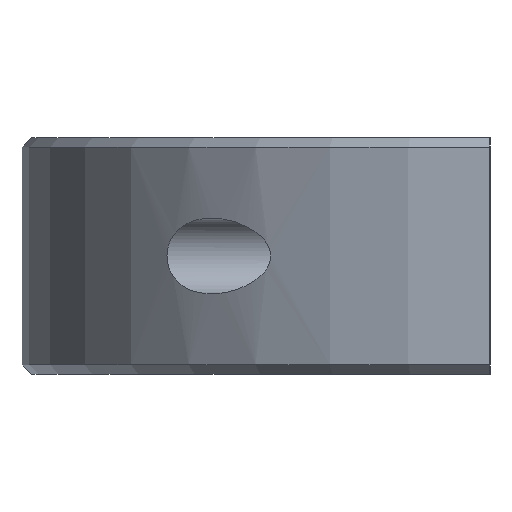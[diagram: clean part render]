
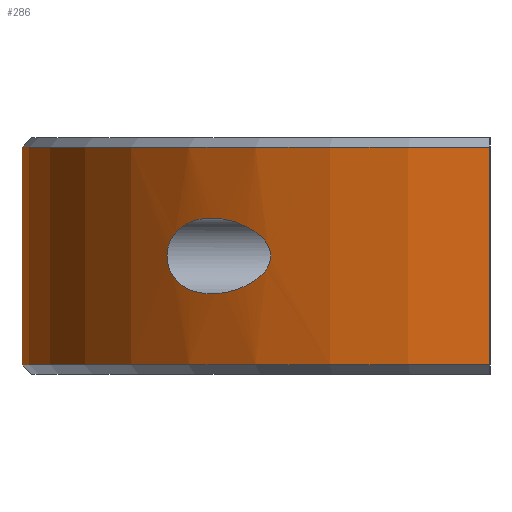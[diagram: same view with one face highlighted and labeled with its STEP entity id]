
A CAD part, left-side view. The second image highlights one B-rep face of the part: STEP entity #286.
In plain terms, the highlighted cylindrical face has radius 25.4 mm (diameter 50.8 mm), a partial arc.
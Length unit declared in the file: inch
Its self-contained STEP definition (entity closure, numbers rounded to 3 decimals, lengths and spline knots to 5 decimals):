
#28=FACE_BOUND('',#64,.T.);
#29=FACE_BOUND('',#65,.T.);
#46=FACE_OUTER_BOUND('',#63,.T.);
#63=EDGE_LOOP('',(#213,#214,#215,#216));
#64=EDGE_LOOP('',(#217,#218));
#65=EDGE_LOOP('',(#219));
#82=B_SPLINE_CURVE_WITH_KNOTS('',3,(#429,#430,#431,#432,#433,#434,#435,
#436,#437,#438,#439,#440,#441,#442,#443,#444,#445,#446,#447,#448,#449,#450,
#451,#452,#453,#454,#455,#456),.UNSPECIFIED.,.F.,.F.,(4,2,2,2,2,2,2,2,2,
2,2,2,2,4),(0.,0.03957,0.07914,0.15828,
0.30185,0.44542,0.56898,0.69255,
0.76704,0.84153,0.91601,0.9905,1.11407,
1.23764),.UNSPECIFIED.);
#83=B_SPLINE_CURVE_WITH_KNOTS('',3,(#457,#458,#459,#460,#461,#462,#463,
#464,#465,#466,#467,#468),.UNSPECIFIED.,.F.,.F.,(4,2,2,2,2,4),(1.23764,
1.3812,1.52477,1.60391,1.64348,1.68305),
 .UNSPECIFIED.);
#84=B_SPLINE_CURVE_WITH_KNOTS('',3,(#474,#475,#476,#477,#478,#479,#480,
#481,#482,#483,#484,#485,#486,#487,#488,#489,#490,#491,#492,#493,#494,#495,
#496,#497,#498,#499,#500,#501,#502,#503,#504,#505,#506,#507,#508,#509,#510,
#511),.UNSPECIFIED.,.T.,.F.,(4,2,2,2,2,2,2,2,2,2,2,2,2,2,2,2,2,2,4),(0.,
0.14902,0.29803,0.53401,0.76998,
1.10072,1.43146,1.6665,1.72231,1.77811,
1.83391,1.88972,2.12476,2.4555,2.78624,
3.02222,3.25819,3.40721,3.55622),
 .UNSPECIFIED.);
#88=LINE('',#534,#101);
#89=LINE('',#537,#102);
#101=VECTOR('',#372,0.3937);
#102=VECTOR('',#375,0.3937);
#116=CIRCLE('',#321,1.);
#117=CIRCLE('',#323,1.);
#128=VERTEX_POINT('',#426);
#129=VERTEX_POINT('',#428);
#131=VERTEX_POINT('',#472);
#134=VERTEX_POINT('',#520);
#137=VERTEX_POINT('',#527);
#138=VERTEX_POINT('',#533);
#139=VERTEX_POINT('',#535);
#156=EDGE_CURVE('',#129,#128,#82,.T.);
#157=EDGE_CURVE('',#128,#129,#83,.T.);
#160=EDGE_CURVE('',#131,#131,#84,.T.);
#167=EDGE_CURVE('',#137,#134,#116,.T.);
#168=EDGE_CURVE('',#137,#138,#88,.T.);
#169=EDGE_CURVE('',#139,#138,#117,.T.);
#170=EDGE_CURVE('',#139,#134,#89,.T.);
#213=ORIENTED_EDGE('',*,*,#167,.F.);
#214=ORIENTED_EDGE('',*,*,#168,.T.);
#215=ORIENTED_EDGE('',*,*,#169,.F.);
#216=ORIENTED_EDGE('',*,*,#170,.T.);
#217=ORIENTED_EDGE('',*,*,#156,.T.);
#218=ORIENTED_EDGE('',*,*,#157,.T.);
#219=ORIENTED_EDGE('',*,*,#160,.T.);
#277=CYLINDRICAL_SURFACE('',#322,1.);
#286=ADVANCED_FACE('',(#46,#28,#29),#277,.T.);
#321=AXIS2_PLACEMENT_3D('',#531,#368,#369);
#322=AXIS2_PLACEMENT_3D('',#532,#370,#371);
#323=AXIS2_PLACEMENT_3D('',#536,#373,#374);
#368=DIRECTION('center_axis',(0.,0.,1.));
#369=DIRECTION('ref_axis',(1.,0.,0.));
#370=DIRECTION('center_axis',(0.,0.,1.));
#371=DIRECTION('ref_axis',(1.,0.,0.));
#372=DIRECTION('',(0.,0.,-1.));
#373=DIRECTION('center_axis',(0.,0.,-1.));
#374=DIRECTION('ref_axis',(1.,0.,0.));
#375=DIRECTION('',(0.,0.,1.));
#426=CARTESIAN_POINT('',(-0.8,0.6,0.08));
#428=CARTESIAN_POINT('',(-0.88,0.47497,0.));
#429=CARTESIAN_POINT('Ctrl Pts',(-0.88,0.47497,0.));
#430=CARTESIAN_POINT('Ctrl Pts',(-0.88,0.47497,-0.00519));
#431=CARTESIAN_POINT('Ctrl Pts',(-0.87949,0.47591,-0.01021));
#432=CARTESIAN_POINT('Ctrl Pts',(-0.87768,0.47926,-0.01975));
#433=CARTESIAN_POINT('Ctrl Pts',(-0.87637,0.48166,-0.02426));
#434=CARTESIAN_POINT('Ctrl Pts',(-0.87157,0.49031,-0.03686));
#435=CARTESIAN_POINT('Ctrl Pts',(-0.8672,0.49804,-0.04399));
#436=CARTESIAN_POINT('Ctrl Pts',(-0.85475,0.51927,-0.05974));
#437=CARTESIAN_POINT('Ctrl Pts',(-0.84482,0.53541,-0.06734));
#438=CARTESIAN_POINT('Ctrl Pts',(-0.8231,0.56823,-0.07752));
#439=CARTESIAN_POINT('Ctrl Pts',(-0.8113,0.58493,-0.08));
#440=CARTESIAN_POINT('Ctrl Pts',(-0.79027,0.61297,-0.08));
#441=CARTESIAN_POINT('Ctrl Pts',(-0.77932,0.62684,-0.07815));
#442=CARTESIAN_POINT('Ctrl Pts',(-0.75792,0.65256,-0.06903));
#443=CARTESIAN_POINT('Ctrl Pts',(-0.74747,0.66442,-0.06177));
#444=CARTESIAN_POINT('Ctrl Pts',(-0.73377,0.67944,-0.04557));
#445=CARTESIAN_POINT('Ctrl Pts',(-0.72881,0.68474,-0.03773));
#446=CARTESIAN_POINT('Ctrl Pts',(-0.72191,0.69201,-0.01984));
#447=CARTESIAN_POINT('Ctrl Pts',(-0.72,0.69397,-0.00978));
#448=CARTESIAN_POINT('Ctrl Pts',(-0.72,0.69397,0.00978));
#449=CARTESIAN_POINT('Ctrl Pts',(-0.72191,0.69201,0.01984));
#450=CARTESIAN_POINT('Ctrl Pts',(-0.72881,0.68474,0.03773));
#451=CARTESIAN_POINT('Ctrl Pts',(-0.73377,0.67944,0.04557));
#452=CARTESIAN_POINT('Ctrl Pts',(-0.74747,0.66442,0.06177));
#453=CARTESIAN_POINT('Ctrl Pts',(-0.75792,0.65256,0.06903));
#454=CARTESIAN_POINT('Ctrl Pts',(-0.77932,0.62684,0.07815));
#455=CARTESIAN_POINT('Ctrl Pts',(-0.79027,0.61297,0.08));
#456=CARTESIAN_POINT('Ctrl Pts',(-0.8,0.6,0.08));
#457=CARTESIAN_POINT('Ctrl Pts',(-0.8,0.6,0.08));
#458=CARTESIAN_POINT('Ctrl Pts',(-0.8113,0.58493,0.08));
#459=CARTESIAN_POINT('Ctrl Pts',(-0.8231,0.56823,0.07752));
#460=CARTESIAN_POINT('Ctrl Pts',(-0.84482,0.53541,0.06734));
#461=CARTESIAN_POINT('Ctrl Pts',(-0.85475,0.51927,0.05974));
#462=CARTESIAN_POINT('Ctrl Pts',(-0.8672,0.49804,0.04399));
#463=CARTESIAN_POINT('Ctrl Pts',(-0.87157,0.49031,0.03686));
#464=CARTESIAN_POINT('Ctrl Pts',(-0.87637,0.48166,0.02426));
#465=CARTESIAN_POINT('Ctrl Pts',(-0.87768,0.47926,0.01975));
#466=CARTESIAN_POINT('Ctrl Pts',(-0.87949,0.47591,0.01021));
#467=CARTESIAN_POINT('Ctrl Pts',(-0.88,0.47497,0.00519));
#468=CARTESIAN_POINT('Ctrl Pts',(-0.88,0.47497,0.));
#472=CARTESIAN_POINT('',(0.639,0.76921,0.));
#474=CARTESIAN_POINT('Ctrl Pts',(0.639,0.76921,0.));
#475=CARTESIAN_POINT('Ctrl Pts',(0.639,0.76921,-0.01956));
#476=CARTESIAN_POINT('Ctrl Pts',(0.64281,0.76608,-0.03999));
#477=CARTESIAN_POINT('Ctrl Pts',(0.65706,0.7539,-0.07665));
#478=CARTESIAN_POINT('Ctrl Pts',(0.66745,0.74481,-0.0929));
#479=CARTESIAN_POINT('Ctrl Pts',(0.69578,0.71865,-0.12554));
#480=CARTESIAN_POINT('Ctrl Pts',(0.71707,0.69773,-0.13993));
#481=CARTESIAN_POINT('Ctrl Pts',(0.75991,0.6508,-0.15764));
#482=CARTESIAN_POINT('Ctrl Pts',(0.78142,0.62477,-0.161));
#483=CARTESIAN_POINT('Ctrl Pts',(0.82604,0.56528,-0.161));
#484=CARTESIAN_POINT('Ctrl Pts',(0.85166,0.52607,-0.15451));
#485=CARTESIAN_POINT('Ctrl Pts',(0.89599,0.44641,-0.13164));
#486=CARTESIAN_POINT('Ctrl Pts',(0.91473,0.40592,-0.11548));
#487=CARTESIAN_POINT('Ctrl Pts',(0.93933,0.34413,-0.08247));
#488=CARTESIAN_POINT('Ctrl Pts',(0.94969,0.31385,-0.06387));
#489=CARTESIAN_POINT('Ctrl Pts',(0.95717,0.28958,-0.03538));
#490=CARTESIAN_POINT('Ctrl Pts',(0.95854,0.28498,-0.02892));
#491=CARTESIAN_POINT('Ctrl Pts',(0.96046,0.27843,-0.01491));
#492=CARTESIAN_POINT('Ctrl Pts',(0.961,0.27655,-0.00732));
#493=CARTESIAN_POINT('Ctrl Pts',(0.961,0.27655,0.00732));
#494=CARTESIAN_POINT('Ctrl Pts',(0.96046,0.27843,0.01491));
#495=CARTESIAN_POINT('Ctrl Pts',(0.95854,0.28498,0.02892));
#496=CARTESIAN_POINT('Ctrl Pts',(0.95717,0.28958,0.03538));
#497=CARTESIAN_POINT('Ctrl Pts',(0.94969,0.31385,0.06387));
#498=CARTESIAN_POINT('Ctrl Pts',(0.93933,0.34413,0.08247));
#499=CARTESIAN_POINT('Ctrl Pts',(0.91473,0.40592,0.11548));
#500=CARTESIAN_POINT('Ctrl Pts',(0.89599,0.44641,0.13164));
#501=CARTESIAN_POINT('Ctrl Pts',(0.85166,0.52607,0.15451));
#502=CARTESIAN_POINT('Ctrl Pts',(0.82604,0.56528,0.161));
#503=CARTESIAN_POINT('Ctrl Pts',(0.78142,0.62477,0.161));
#504=CARTESIAN_POINT('Ctrl Pts',(0.75991,0.6508,0.15764));
#505=CARTESIAN_POINT('Ctrl Pts',(0.71707,0.69773,0.13993));
#506=CARTESIAN_POINT('Ctrl Pts',(0.69578,0.71865,0.12554));
#507=CARTESIAN_POINT('Ctrl Pts',(0.66745,0.74481,0.0929));
#508=CARTESIAN_POINT('Ctrl Pts',(0.65706,0.7539,0.07665));
#509=CARTESIAN_POINT('Ctrl Pts',(0.64281,0.76608,0.03999));
#510=CARTESIAN_POINT('Ctrl Pts',(0.639,0.76921,0.01956));
#511=CARTESIAN_POINT('Ctrl Pts',(0.639,0.76921,0.));
#520=CARTESIAN_POINT('',(-0.99993,0.012,0.23));
#527=CARTESIAN_POINT('',(0.99993,0.012,0.23));
#531=CARTESIAN_POINT('Origin',(0.,0.,0.23));
#532=CARTESIAN_POINT('Origin',(0.,0.,0.));
#533=CARTESIAN_POINT('',(0.99993,0.012,-0.23));
#534=CARTESIAN_POINT('',(0.99993,0.012,0.));
#535=CARTESIAN_POINT('',(-0.99993,0.012,-0.23));
#536=CARTESIAN_POINT('Origin',(0.,0.,-0.23));
#537=CARTESIAN_POINT('',(-0.99993,0.012,0.));
